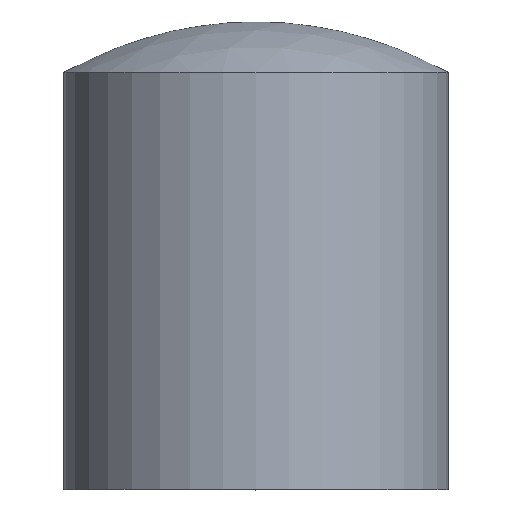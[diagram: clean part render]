
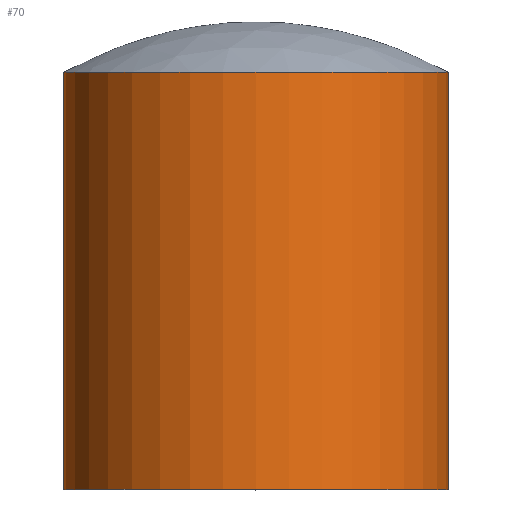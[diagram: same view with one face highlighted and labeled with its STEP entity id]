
A CAD part, top view. The second image highlights one B-rep face of the part: STEP entity #70.
In plain terms, the highlighted cylindrical face has radius 6 mm (diameter 12 mm), a full revolution.
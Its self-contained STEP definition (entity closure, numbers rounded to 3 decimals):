
#19=CYLINDRICAL_SURFACE('',#100,6.);
#22=FACE_OUTER_BOUND('',#27,.T.);
#27=EDGE_LOOP('',(#60,#61,#62,#63));
#33=LINE('',#142,#36);
#36=VECTOR('',#121,6.);
#39=CIRCLE('',#101,6.);
#40=CIRCLE('',#102,6.);
#44=VERTEX_POINT('',#139);
#45=VERTEX_POINT('',#141);
#50=EDGE_CURVE('',#44,#44,#39,.T.);
#51=EDGE_CURVE('',#44,#45,#33,.T.);
#52=EDGE_CURVE('',#45,#45,#40,.T.);
#60=ORIENTED_EDGE('',*,*,#50,.F.);
#61=ORIENTED_EDGE('',*,*,#51,.T.);
#62=ORIENTED_EDGE('',*,*,#52,.T.);
#63=ORIENTED_EDGE('',*,*,#51,.F.);
#70=ADVANCED_FACE('',(#22),#19,.T.);
#100=AXIS2_PLACEMENT_3D('',#138,#117,#118);
#101=AXIS2_PLACEMENT_3D('',#140,#119,#120);
#102=AXIS2_PLACEMENT_3D('',#143,#122,#123);
#117=DIRECTION('center_axis',(0.,-1.,0.));
#118=DIRECTION('ref_axis',(1.,0.,0.));
#119=DIRECTION('center_axis',(0.,-1.,0.));
#120=DIRECTION('ref_axis',(1.,0.,0.));
#121=DIRECTION('',(0.,1.,0.));
#122=DIRECTION('center_axis',(0.,-1.,0.));
#123=DIRECTION('ref_axis',(1.,0.,0.));
#138=CARTESIAN_POINT('Origin',(0.,6.5,0.));
#139=CARTESIAN_POINT('',(-6.,0.,0.));
#140=CARTESIAN_POINT('Origin',(0.,0.,0.));
#141=CARTESIAN_POINT('',(-6.,13.,0.));
#142=CARTESIAN_POINT('',(-6.,6.5,0.));
#143=CARTESIAN_POINT('Origin',(0.,13.,0.));
